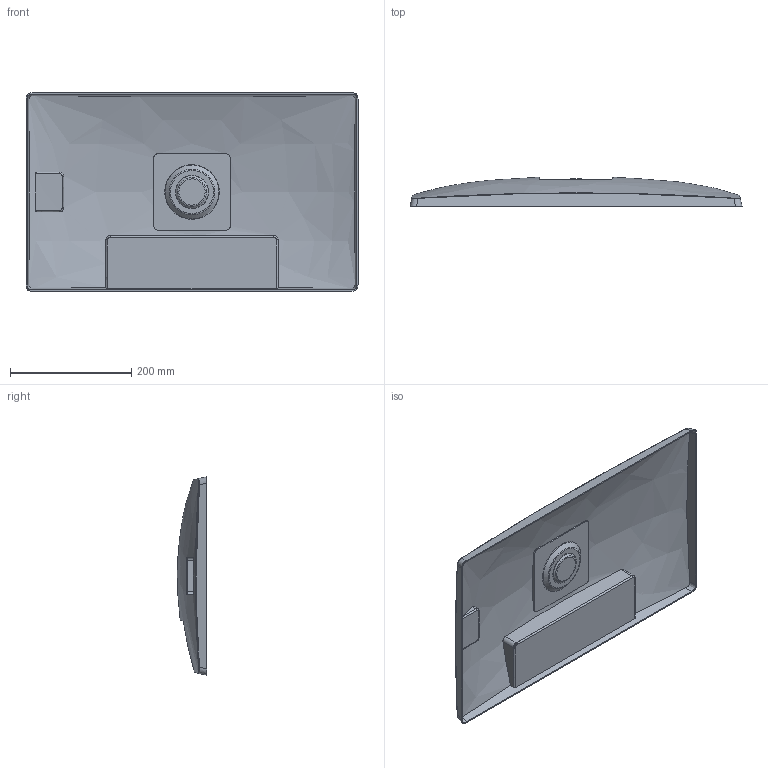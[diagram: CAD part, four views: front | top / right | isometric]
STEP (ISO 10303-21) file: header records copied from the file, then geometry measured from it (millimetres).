
FILE_DESCRIPTION (( 'STEP AP214' ), '1' );
FILE_NAME ('rc2_shell1.STEP', '2014-09-26T14:57:22', ( '' ), ( '' ), 'SwSTEP 2.0', 'SolidWorks 2014', '' );
FILE_SCHEMA (( 'AUTOMOTIVE_DESIGN' ));
Length unit declared in the file: millimetre
Products named in the file (1): rc2_shell1
Bounding box: 548.14 x 48.51 x 327.54 mm (x, y, z)
Volume: 434765.8 mm3; surface area: 438125.6 mm2
Topology: 1 solids, 1 shells, 134 faces, 339 edges, 216 vertices
Faces by surface type: bspline 66, plane 37, cylinder 19, torus 6, cone 4, sphere 2
Entity records: 18307 total; most frequent: CARTESIAN_POINT 15176, ORIENTED_EDGE 634, DIRECTION 334, EDGE_CURVE 317, VERTEX_POINT 206, B_SPLINE_CURVE_WITH_KNOTS 173, EDGE_LOOP 155, FACE_OUTER_BOUND 142
